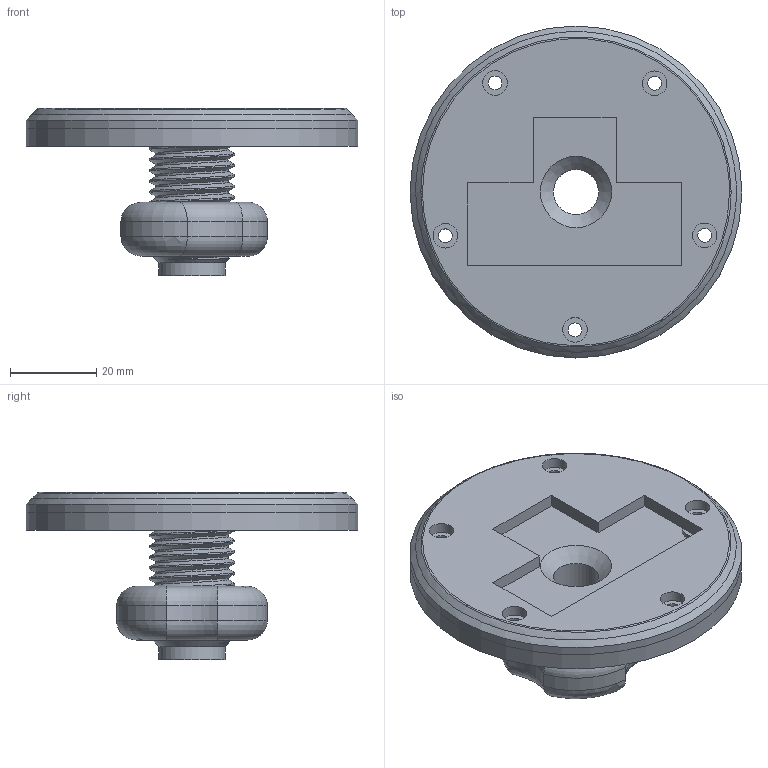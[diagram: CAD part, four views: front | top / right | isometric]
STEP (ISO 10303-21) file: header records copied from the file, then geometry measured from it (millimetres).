
FILE_DESCRIPTION(/* description */ (''),/* implementation_level */ '2;1');
FILE_NAME(/* name */ 'Enclosure-full.step',/* time_stamp */ '2022-05-01T20:37:34-04:00',/* author */ (''),/* organization */ (''),/* preprocessor_version */ 'ST-DEVELOPER v18.1',/* originating_system */ 'Autodesk Translation Framework v10.14.0.1471',/* authorisation */ '');
FILE_SCHEMA (('AUTOMOTIVE_DESIGN { 1 0 10303 214 3 1 1 }'));
Length unit declared in the file: millimetre
Products named in the file (1): Odin housing
Bounding box: 77 x 77 x 38.75 mm (x, y, z)
Volume: 31375.8 mm3; surface area: 26605.6 mm2
Topology: 3 solids, 3 shells, 162 faces, 385 edges, 252 vertices
Faces by surface type: cylinder 70, plane 68, torus 12, bspline 9, cone 3
Full cylindrical faces by diameter (mm): 3.2 x10, 5.7 x5, 7.2 x10, 10.5 x1, 15.5 x1, 16.938 x12, 19.791 x13, 73.5 x2, 77 x2
Entity records: 9611 total; most frequent: CARTESIAN_POINT 5908, ORIENTED_EDGE 770, DIRECTION 693, EDGE_CURVE 385, AXIS2_PLACEMENT_3D 253, VERTEX_POINT 252, EDGE_LOOP 211, LINE 187
